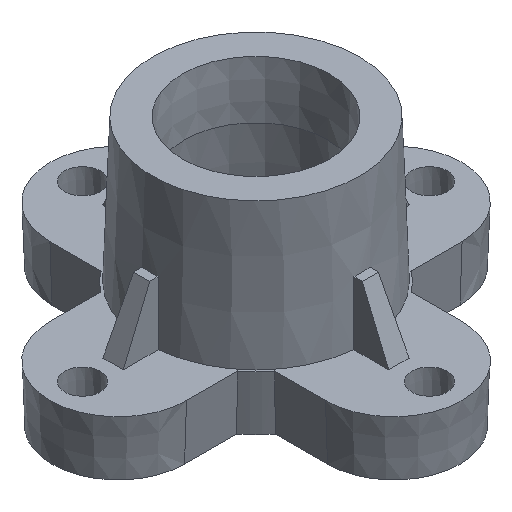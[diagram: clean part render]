
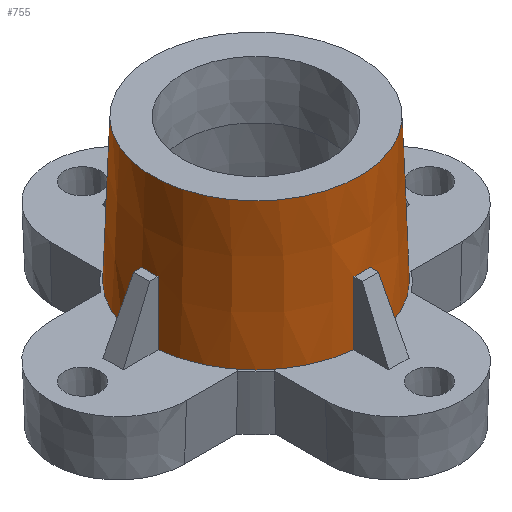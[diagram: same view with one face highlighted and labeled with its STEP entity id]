
A CAD part, isometric view. The second image highlights one B-rep face of the part: STEP entity #755.
In plain terms, the highlighted conical face has half-angle 2 degrees and reference radius 10.625 mm.
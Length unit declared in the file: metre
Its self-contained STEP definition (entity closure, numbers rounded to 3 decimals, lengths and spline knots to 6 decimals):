
#12=B_SPLINE_CURVE_WITH_KNOTS('',3,(#1136,#1137,#1138,#1139),
 .UNSPECIFIED.,.F.,.F.,(4,4),(0.,0.006007),.UNSPECIFIED.);
#13=B_SPLINE_CURVE_WITH_KNOTS('',3,(#1143,#1144,#1145,#1146),
 .UNSPECIFIED.,.F.,.F.,(4,4),(0.,0.006007),.UNSPECIFIED.);
#14=B_SPLINE_CURVE_WITH_KNOTS('',3,(#1152,#1153,#1154,#1155),
 .UNSPECIFIED.,.F.,.F.,(4,4),(0.,0.006007),.UNSPECIFIED.);
#15=B_SPLINE_CURVE_WITH_KNOTS('',3,(#1160,#1161,#1162,#1163),
 .UNSPECIFIED.,.F.,.F.,(4,4),(0.,0.006007),.UNSPECIFIED.);
#16=B_SPLINE_CURVE_WITH_KNOTS('',3,(#1171,#1172,#1173,#1174),
 .UNSPECIFIED.,.F.,.F.,(4,4),(0.,0.006007),.UNSPECIFIED.);
#17=B_SPLINE_CURVE_WITH_KNOTS('',3,(#1183,#1184,#1185,#1186),
 .UNSPECIFIED.,.F.,.F.,(4,4),(0.,0.006007),.UNSPECIFIED.);
#18=B_SPLINE_CURVE_WITH_KNOTS('',3,(#1191,#1192,#1193,#1194),
 .UNSPECIFIED.,.F.,.F.,(4,4),(0.,0.006007),.UNSPECIFIED.);
#19=B_SPLINE_CURVE_WITH_KNOTS('',3,(#1203,#1204,#1205,#1206),
 .UNSPECIFIED.,.F.,.F.,(4,4),(0.,0.006007),.UNSPECIFIED.);
#233=ORIENTED_EDGE('',*,*,#407,.T.);
#234=ORIENTED_EDGE('',*,*,#429,.T.);
#235=ORIENTED_EDGE('',*,*,#428,.F.);
#236=ORIENTED_EDGE('',*,*,#397,.T.);
#237=ORIENTED_EDGE('',*,*,#423,.T.);
#238=ORIENTED_EDGE('',*,*,#430,.T.);
#239=ORIENTED_EDGE('',*,*,#421,.F.);
#240=ORIENTED_EDGE('',*,*,#388,.T.);
#241=ORIENTED_EDGE('',*,*,#416,.T.);
#242=ORIENTED_EDGE('',*,*,#431,.T.);
#243=ORIENTED_EDGE('',*,*,#410,.F.);
#244=ORIENTED_EDGE('',*,*,#395,.T.);
#245=ORIENTED_EDGE('',*,*,#412,.T.);
#246=ORIENTED_EDGE('',*,*,#432,.T.);
#247=ORIENTED_EDGE('',*,*,#405,.F.);
#248=ORIENTED_EDGE('',*,*,#390,.T.);
#249=ORIENTED_EDGE('',*,*,#433,.F.);
#388=EDGE_CURVE('',#494,#496,#569,.T.);
#390=EDGE_CURVE('',#499,#497,#570,.T.);
#395=EDGE_CURVE('',#504,#503,#571,.T.);
#397=EDGE_CURVE('',#505,#506,#572,.T.);
#405=EDGE_CURVE('',#499,#511,#12,.T.);
#407=EDGE_CURVE('',#497,#512,#13,.T.);
#410=EDGE_CURVE('',#504,#514,#14,.T.);
#412=EDGE_CURVE('',#503,#516,#15,.T.);
#416=EDGE_CURVE('',#496,#518,#16,.T.);
#421=EDGE_CURVE('',#494,#520,#17,.T.);
#423=EDGE_CURVE('',#506,#521,#18,.T.);
#428=EDGE_CURVE('',#505,#524,#19,.T.);
#429=EDGE_CURVE('',#512,#524,#573,.T.);
#430=EDGE_CURVE('',#521,#520,#574,.T.);
#431=EDGE_CURVE('',#518,#514,#575,.T.);
#432=EDGE_CURVE('',#516,#511,#576,.T.);
#433=EDGE_CURVE('',#525,#525,#577,.T.);
#494=VERTEX_POINT('',#1094);
#496=VERTEX_POINT('',#1098);
#497=VERTEX_POINT('',#1102);
#499=VERTEX_POINT('',#1105);
#503=VERTEX_POINT('',#1114);
#504=VERTEX_POINT('',#1116);
#505=VERTEX_POINT('',#1120);
#506=VERTEX_POINT('',#1121);
#511=VERTEX_POINT('',#1135);
#512=VERTEX_POINT('',#1142);
#514=VERTEX_POINT('',#1150);
#516=VERTEX_POINT('',#1159);
#518=VERTEX_POINT('',#1170);
#520=VERTEX_POINT('',#1182);
#521=VERTEX_POINT('',#1189);
#524=VERTEX_POINT('',#1202);
#525=VERTEX_POINT('',#1213);
#569=CIRCLE('',#797,0.010415);
#570=CIRCLE('',#799,0.010415);
#571=CIRCLE('',#801,0.010415);
#572=CIRCLE('',#803,0.010415);
#573=CIRCLE('',#817,0.010625);
#574=CIRCLE('',#818,0.010625);
#575=CIRCLE('',#819,0.010625);
#576=CIRCLE('',#820,0.010625);
#577=CIRCLE('',#821,0.010136);
#621=EDGE_LOOP('',(#233,#234,#235,#236,#237,#238,#239,#240,#241,#242,#243,
#244,#245,#246,#247,#248));
#622=EDGE_LOOP('',(#249));
#681=FACE_BOUND('',#621,.T.);
#682=FACE_BOUND('',#622,.T.);
#724=CONICAL_SURFACE('',#816,0.010625,0.035);
#755=ADVANCED_FACE('',(#681,#682),#724,.T.);
#797=AXIS2_PLACEMENT_3D('',#1099,#884,#885);
#799=AXIS2_PLACEMENT_3D('',#1104,#889,#890);
#801=AXIS2_PLACEMENT_3D('',#1115,#897,#898);
#803=AXIS2_PLACEMENT_3D('',#1119,#902,#903);
#816=AXIS2_PLACEMENT_3D('',#1207,#951,#952);
#817=AXIS2_PLACEMENT_3D('',#1208,#953,#954);
#818=AXIS2_PLACEMENT_3D('',#1209,#955,#956);
#819=AXIS2_PLACEMENT_3D('',#1210,#957,#958);
#820=AXIS2_PLACEMENT_3D('',#1211,#959,#960);
#821=AXIS2_PLACEMENT_3D('',#1212,#961,#962);
#884=DIRECTION('',(0.,0.,1.));
#885=DIRECTION('',(1.,0.,0.));
#889=DIRECTION('',(0.,0.,1.));
#890=DIRECTION('',(1.,0.,0.));
#897=DIRECTION('',(0.,0.,1.));
#898=DIRECTION('',(1.,0.,0.));
#902=DIRECTION('',(0.,0.,1.));
#903=DIRECTION('',(1.,0.,0.));
#951=DIRECTION('',(0.,0.,-1.));
#952=DIRECTION('',(-1.,0.,0.));
#953=DIRECTION('',(0.,0.,1.));
#954=DIRECTION('',(1.,0.,0.));
#955=DIRECTION('',(0.,0.,1.));
#956=DIRECTION('',(1.,0.,0.));
#957=DIRECTION('',(0.,0.,1.));
#958=DIRECTION('',(1.,0.,0.));
#959=DIRECTION('',(0.,0.,1.));
#960=DIRECTION('',(1.,0.,0.));
#961=DIRECTION('',(0.,0.,1.));
#962=DIRECTION('',(1.,0.,0.));
#1094=CARTESIAN_POINT('',(-0.010385,0.00079,0.0115));
#1098=CARTESIAN_POINT('',(-0.010385,-0.00079,0.0115));
#1099=CARTESIAN_POINT('',(0.,0.,0.0115));
#1102=CARTESIAN_POINT('',(0.010385,0.00079,0.0115));
#1104=CARTESIAN_POINT('',(0.,0.,0.0115));
#1105=CARTESIAN_POINT('',(0.010385,-0.00079,0.0115));
#1114=CARTESIAN_POINT('',(0.00079,-0.010385,0.0115));
#1115=CARTESIAN_POINT('',(0.,0.,0.0115));
#1116=CARTESIAN_POINT('',(-0.00079,-0.010385,0.0115));
#1119=CARTESIAN_POINT('',(0.,0.,0.0115));
#1120=CARTESIAN_POINT('',(0.00079,0.010385,0.0115));
#1121=CARTESIAN_POINT('',(-0.00079,0.010385,0.0115));
#1135=CARTESIAN_POINT('',(0.010578,-0.001,0.0055));
#1136=CARTESIAN_POINT('',(0.010385,-0.00079,0.0115));
#1137=CARTESIAN_POINT('',(0.01045,-0.00086,0.0095));
#1138=CARTESIAN_POINT('',(0.010514,-0.00093,0.0075));
#1139=CARTESIAN_POINT('',(0.010578,-0.001,0.0055));
#1142=CARTESIAN_POINT('',(0.010578,0.001,0.0055));
#1143=CARTESIAN_POINT('',(0.010385,0.00079,0.0115));
#1144=CARTESIAN_POINT('',(0.01045,0.00086,0.0095));
#1145=CARTESIAN_POINT('',(0.010514,0.00093,0.0075));
#1146=CARTESIAN_POINT('',(0.010578,0.001,0.0055));
#1150=CARTESIAN_POINT('',(-0.001,-0.010578,0.0055));
#1152=CARTESIAN_POINT('',(-0.00079,-0.010385,0.0115));
#1153=CARTESIAN_POINT('',(-0.00086,-0.01045,0.0095));
#1154=CARTESIAN_POINT('',(-0.00093,-0.010514,0.0075));
#1155=CARTESIAN_POINT('',(-0.001,-0.010578,0.0055));
#1159=CARTESIAN_POINT('',(0.001,-0.010578,0.0055));
#1160=CARTESIAN_POINT('',(0.00079,-0.010385,0.0115));
#1161=CARTESIAN_POINT('',(0.00086,-0.01045,0.0095));
#1162=CARTESIAN_POINT('',(0.00093,-0.010514,0.0075));
#1163=CARTESIAN_POINT('',(0.001,-0.010578,0.0055));
#1170=CARTESIAN_POINT('',(-0.010578,-0.001,0.0055));
#1171=CARTESIAN_POINT('',(-0.010385,-0.00079,0.0115));
#1172=CARTESIAN_POINT('',(-0.01045,-0.00086,0.0095));
#1173=CARTESIAN_POINT('',(-0.010514,-0.00093,0.0075));
#1174=CARTESIAN_POINT('',(-0.010578,-0.001,0.0055));
#1182=CARTESIAN_POINT('',(-0.010578,0.001,0.0055));
#1183=CARTESIAN_POINT('',(-0.010385,0.00079,0.0115));
#1184=CARTESIAN_POINT('',(-0.01045,0.00086,0.0095));
#1185=CARTESIAN_POINT('',(-0.010514,0.00093,0.0075));
#1186=CARTESIAN_POINT('',(-0.010578,0.001,0.0055));
#1189=CARTESIAN_POINT('',(-0.001,0.010578,0.0055));
#1191=CARTESIAN_POINT('',(-0.00079,0.010385,0.0115));
#1192=CARTESIAN_POINT('',(-0.00086,0.01045,0.0095));
#1193=CARTESIAN_POINT('',(-0.00093,0.010514,0.0075));
#1194=CARTESIAN_POINT('',(-0.001,0.010578,0.0055));
#1202=CARTESIAN_POINT('',(0.001,0.010578,0.0055));
#1203=CARTESIAN_POINT('',(0.00079,0.010385,0.0115));
#1204=CARTESIAN_POINT('',(0.00086,0.01045,0.0095));
#1205=CARTESIAN_POINT('',(0.00093,0.010514,0.0075));
#1206=CARTESIAN_POINT('',(0.001,0.010578,0.0055));
#1207=CARTESIAN_POINT('',(0.,0.,0.0055));
#1208=CARTESIAN_POINT('',(0.,0.,0.0055));
#1209=CARTESIAN_POINT('',(0.,0.,0.0055));
#1210=CARTESIAN_POINT('',(0.,0.,0.0055));
#1211=CARTESIAN_POINT('',(0.,0.,0.0055));
#1212=CARTESIAN_POINT('',(0.,0.,0.0195));
#1213=CARTESIAN_POINT('',(0.010136,0.,0.0195));
